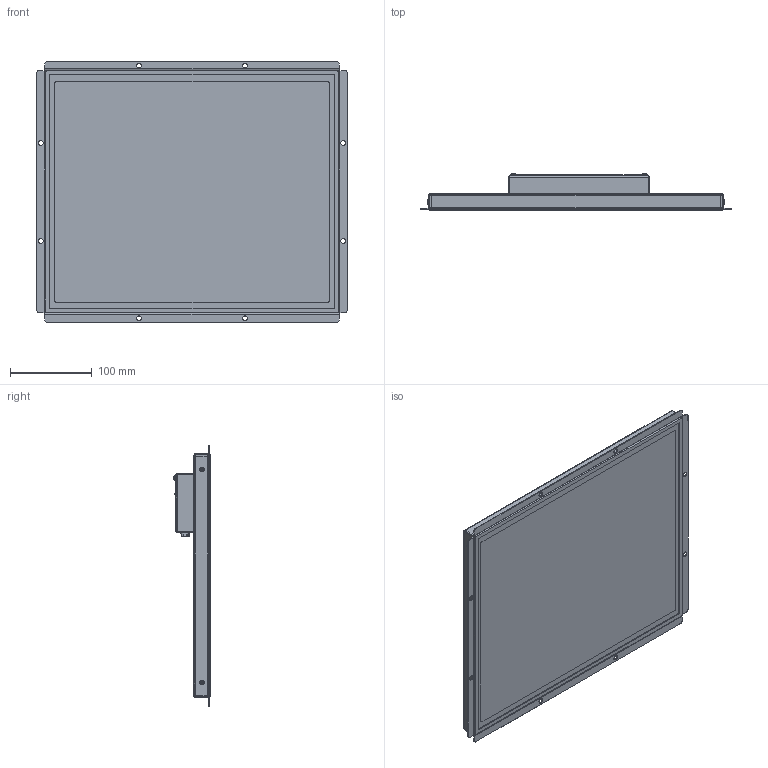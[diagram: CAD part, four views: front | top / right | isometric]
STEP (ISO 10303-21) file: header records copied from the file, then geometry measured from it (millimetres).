
FILE_DESCRIPTION(/* description */ ('TFT 17,0 Zoll 4_3 Rev.2.0'),/* implementation_level */ '2;1');
FILE_NAME(/* name */ '20000016 TFT 17,0 Zoll 4_3 Rev.2.0.stp',/* time_stamp */ '2019-08-21T10:31:21+02:00',/* author */ ('Uwe Kosiol'),/* organization */ (''),/* preprocessor_version */ 'ST-DEVELOPER v17.2',/* originating_system */ 'Autodesk Inventor 2019',/* authorisation */ '');
FILE_SCHEMA (('AUTOMOTIVE_DESIGN { 1 0 10303 214 3 1 1 }'));
Products named in the file (13): 20000016 ; 00000058 ; 00000010; 00003336 ; 00003589; 00003303; 00000011; 00000032; ANSI B18.3.4M - M3 x 0.5 x 8; ANSI B18.3.4M - M3 x 0.5 x 5; 00003302; 00003224; ANSI B18.3.4M - M3 x 0.5 x 4
Assembly tree (31 placements, depth 2):
  20000016 
    00000058 
    00003224  x8
    00000010
    00003336 
    00003589
    00003303
    00000011
    00000032  x2
    ANSI B18.3.4M - M3 x 0.5 x 4  x6
    ANSI B18.3.4M - M3 x 0.5 x 8  x2
    ANSI B18.3.4M - M3 x 0.5 x 5  x6
    00003302
Bounding box: 381 x 44.65 x 320 mm (x, y, z)
Volume: 2116518.9 mm3; surface area: 607635.2 mm2
Topology: 77 solids, 77 shells, 2129 faces, 5397 edges, 3594 vertices
Faces by surface type: plane 1324, cylinder 490, bspline 150, cone 98, torus 58, sphere 9
Full cylindrical faces by diameter (mm): 0.5 x48, 0.8 x15, 1 x2, 1.5 x1, 2.459 x18, 2.5 x2, 2.9 x1, 3 x15, 3.2 x6, 3.4 x6, 3.5 x6, 3.8 x1, 4.4 x2, 5.41 x10, 5.42 x10, 5.7 x14, 6 x9, 6.3 x1, 8 x1
Entity records: 60523 total; most frequent: CARTESIAN_POINT 13177, ORIENTED_EDGE 9410, DIRECTION 9184, EDGE_CURVE 4705, LINE 3210, VECTOR 3210, VERTEX_POINT 3131, AXIS2_PLACEMENT_3D 2987
